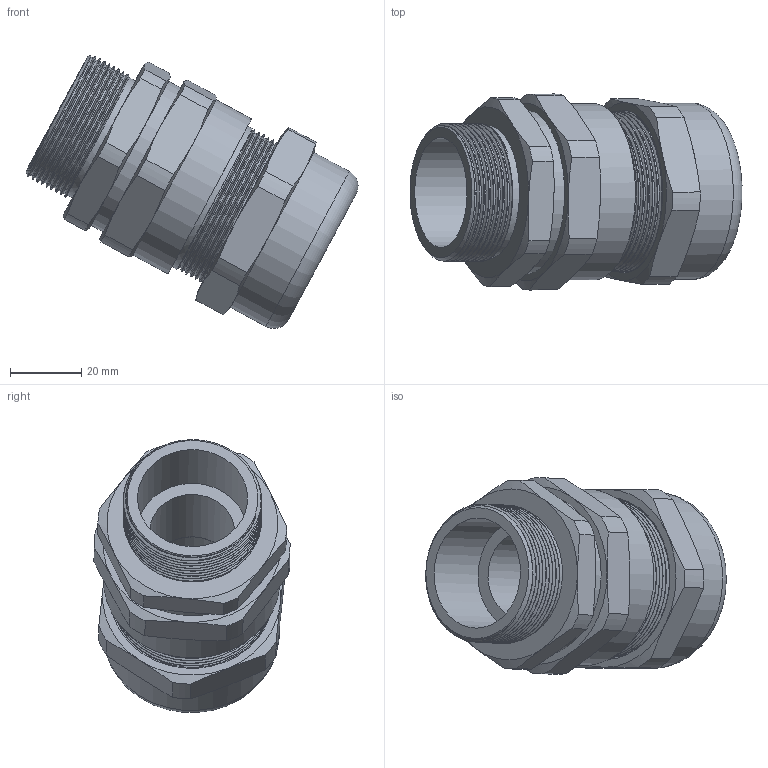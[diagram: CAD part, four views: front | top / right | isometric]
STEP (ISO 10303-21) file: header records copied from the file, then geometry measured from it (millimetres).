
FILE_DESCRIPTION(/* description */ ('RAD Ex M 40x1,5','CAx-IF Rec.Pracs.---Representation and Presentation of Product Manufacturing Information (PMI)---3.8---2014-02-18'),/* implementation_level */ '2;1');
FILE_NAME(/* name */ 'RAD40KNP-RST.stp',/* time_stamp */ '2024-03-06T06:52:22+01:00',/* author */ ('sl'),/* organization */ (''),/* preprocessor_version */ 'ST-DEVELOPER v16.5',/* originating_system */ 'Autodesk Inventor 2017',/* authorisation */ '');
FILE_SCHEMA (('AP242_MANAGED_MODEL_BASED_3D_ENGINEERING_MIM_LF { 1 0 10303 442 1 1 4 }'));
Length unit declared in the file: millimetre
Products named in the file (9): RAD40KNP; RAD40KNP_1; RAD40KNP_2; RAD40KNP_3; RAD40KNP_4; RAD40KNP_5; RAD40KNP_6; RAD40KNP_7; RAD40KNP_8
Assembly tree (8 placements, depth 2):
  RAD40KNP
    RAD40KNP_1
    RAD40KNP_2
    RAD40KNP_3
    RAD40KNP_4
    RAD40KNP_5
    RAD40KNP_6
    RAD40KNP_7
    RAD40KNP_8
Bounding box: 93.18 x 55.03 x 76.58 mm (x, y, z)
Volume: 86308.6 mm3; surface area: 59253.2 mm2
Topology: 8 solids, 8 shells, 216 faces, 509 edges, 321 vertices
Faces by surface type: cylinder 94, cone 51, plane 51, bspline 10, torus 10
Full cylindrical faces by diameter (mm): 23.85 x1, 30.26 x1, 30.9 x1, 31.24 x1, 37.328 x9, 37.51 x1, 37.6 x1, 37.63 x1, 38 x1, 40.5 x1, 40.53 x1, 40.96 x1, 42.02 x2, 42.11 x1, 43.02 x1, 43.54 x11, 43.66 x10, 44.73 x10, 44.87 x8, 46 x1, 49.5 x1, 49.54 x1
Entity records: 13445 total; most frequent: CARTESIAN_POINT 9941, DIRECTION 706, ORIENTED_EDGE 616, AXIS2_PLACEMENT_3D 335, EDGE_CURVE 308, EDGE_LOOP 244, VERTEX_POINT 216, FACE_OUTER_BOUND 168
